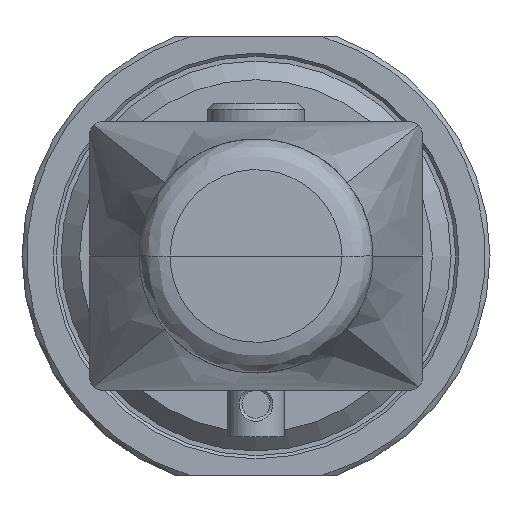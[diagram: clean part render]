
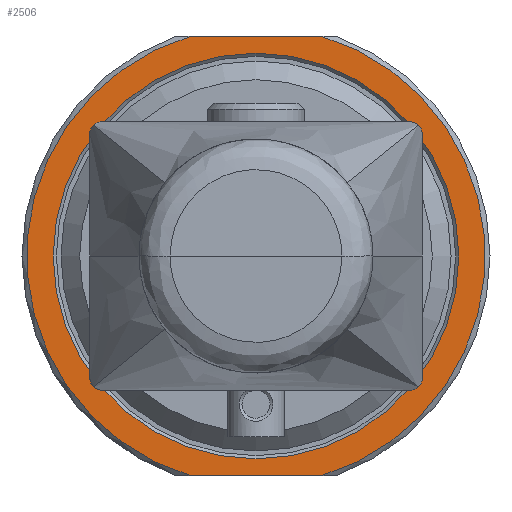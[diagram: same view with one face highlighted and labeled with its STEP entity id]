
A CAD part, left-side view. The second image highlights one B-rep face of the part: STEP entity #2506.
In plain terms, the highlighted planar face has unit normal (-1, 0, 0).
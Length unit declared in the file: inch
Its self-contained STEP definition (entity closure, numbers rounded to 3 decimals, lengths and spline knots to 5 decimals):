
#234=FACE_BOUND($,#737,.T.);
#314=CIRCLE($,#2669,0.735);
#349=CIRCLE($,#2739,0.65);
#350=CIRCLE($,#2741,0.735);
#537=FACE_OUTER_BOUND($,#736,.T.);
#736=EDGE_LOOP($,(#1879,#1880,#1881,#1882));
#737=EDGE_LOOP($,(#1883));
#983=LINE($,#3775,#1066);
#986=LINE($,#3794,#1069);
#1066=VECTOR($,#3006,0.41569);
#1069=VECTOR($,#3011,0.41569);
#1149=VERTEX_POINT($,#3773);
#1150=VERTEX_POINT($,#3774);
#1155=VERTEX_POINT($,#3792);
#1156=VERTEX_POINT($,#3793);
#1210=VERTEX_POINT($,#4052);
#1392=EDGE_CURVE($,#1149,#1150,#983,.T.);
#1398=EDGE_CURVE($,#1155,#1156,#986,.T.);
#1408=EDGE_CURVE($,#1149,#1156,#314,.T.);
#1471=EDGE_CURVE($,#1210,#1210,#349,.T.);
#1472=EDGE_CURVE($,#1155,#1150,#350,.T.);
#1879=ORIENTED_EDGE($,*,*,#1392,.T.);
#1880=ORIENTED_EDGE($,*,*,#1472,.F.);
#1881=ORIENTED_EDGE($,*,*,#1398,.T.);
#1882=ORIENTED_EDGE($,*,*,#1408,.F.);
#1883=ORIENTED_EDGE($,*,*,#1471,.T.);
#2427=PLANE($,#2740);
#2506=ADVANCED_FACE($,(#537,#234),#2427,.T.);
#2669=AXIS2_PLACEMENT_3D($,#3818,#3028,#3029);
#2739=AXIS2_PLACEMENT_3D($,#4053,#3182,#3183);
#2740=AXIS2_PLACEMENT_3D($,#4054,#3184,#3185);
#2741=AXIS2_PLACEMENT_3D($,#4055,#3186,#3187);
#3006=DIRECTION($,(0.,1.,0.));
#3011=DIRECTION($,(0.,-1.,0.));
#3028=DIRECTION('center_axis',(1.,0.,0.));
#3029=DIRECTION('ref_axis',(0.,0.,-1.));
#3182=DIRECTION('center_axis',(1.,0.,0.));
#3183=DIRECTION('ref_axis',(0.,0.,-1.));
#3184=DIRECTION('center_axis',(-1.,0.,0.));
#3185=DIRECTION('ref_axis',(0.,0.,1.));
#3186=DIRECTION('center_axis',(1.,0.,0.));
#3187=DIRECTION('ref_axis',(0.,0.,-1.));
#3773=CARTESIAN_POINT('',(0.9374,-0.20785,0.705));
#3774=CARTESIAN_POINT('',(0.9374,0.20785,0.705));
#3775=CARTESIAN_POINT($,(0.9374,0.3675,0.705));
#3792=CARTESIAN_POINT('',(0.9374,0.20785,-0.705));
#3793=CARTESIAN_POINT('',(0.9374,-0.20785,-0.705));
#3794=CARTESIAN_POINT($,(0.9374,0.3675,-0.705));
#3818=CARTESIAN_POINT('Origin',(0.9374,0.,0.));
#4052=CARTESIAN_POINT('',(0.9374,0.65,0.));
#4053=CARTESIAN_POINT('Origin',(0.9374,0.,0.));
#4054=CARTESIAN_POINT('Origin',(0.9374,0.735,0.));
#4055=CARTESIAN_POINT('Origin',(0.9374,0.,0.));
